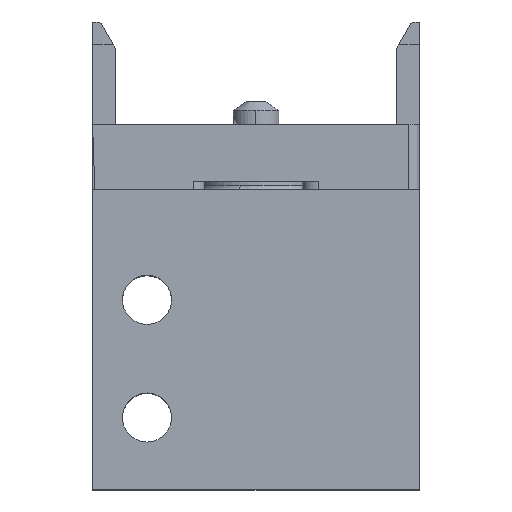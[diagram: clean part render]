
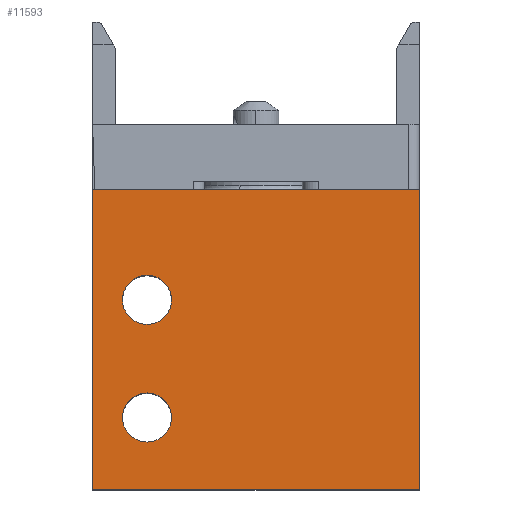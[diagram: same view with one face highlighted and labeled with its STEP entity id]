
A CAD part, top view. The second image highlights one B-rep face of the part: STEP entity #11593.
In plain terms, the highlighted planar face has unit normal (0, 0, 1).
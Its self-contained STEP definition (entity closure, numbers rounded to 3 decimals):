
#381 = PLANE ( 'NONE',  #15087 ) ;
#739 = CARTESIAN_POINT ( 'NONE',  ( 30., 0., 15. ) ) ;
#756 = EDGE_CURVE ( 'NONE', #6276, #3569, #15009, .T. ) ;
#1044 = VECTOR ( 'NONE', #1141, 1000. ) ;
#1082 = CARTESIAN_POINT ( 'NONE',  ( 5., 6.6, 15. ) ) ;
#1141 = DIRECTION ( 'NONE',  ( 1., 0., 0. ) ) ;
#2481 = CARTESIAN_POINT ( 'NONE',  ( 30., 27.5, 15. ) ) ;
#2769 = CARTESIAN_POINT ( 'NONE',  ( 7.25, 6.6, 15. ) ) ;
#3185 = DIRECTION ( 'NONE',  ( 0., 0., -1. ) ) ;
#3569 = VERTEX_POINT ( 'NONE', #10803 ) ;
#3609 = EDGE_CURVE ( 'NONE', #14816, #6779, #6339, .T. ) ;
#3901 = CARTESIAN_POINT ( 'NONE',  ( 2.75, 6.6, 15. ) ) ;
#3912 = VECTOR ( 'NONE', #6638, 1000. ) ;
#4078 = DIRECTION ( 'NONE',  ( 0., 0., 1. ) ) ;
#4138 = DIRECTION ( 'NONE',  ( 1., 0., 0. ) ) ;
#4454 = ORIENTED_EDGE ( 'NONE', *, *, #9873, .F. ) ;
#4467 = AXIS2_PLACEMENT_3D ( 'NONE', #1082, #4078, #4138 ) ;
#4497 = EDGE_LOOP ( 'NONE', ( #7660, #4454, #7013, #18318 ) ) ;
#4768 = VERTEX_POINT ( 'NONE', #15042 ) ;
#4896 = EDGE_CURVE ( 'NONE', #3569, #6276, #10266, .T. ) ;
#4980 = DIRECTION ( 'NONE',  ( 0., 0., 1. ) ) ;
#5298 = ORIENTED_EDGE ( 'NONE', *, *, #4896, .F. ) ;
#5574 = EDGE_LOOP ( 'NONE', ( #16897, #9995 ) ) ;
#5666 = CARTESIAN_POINT ( 'NONE',  ( 0., 27.5, 15. ) ) ;
#6276 = VERTEX_POINT ( 'NONE', #8170 ) ;
#6339 = LINE ( 'NONE', #18313, #10563 ) ;
#6406 = EDGE_CURVE ( 'NONE', #6779, #4768, #13022, .T. ) ;
#6638 = DIRECTION ( 'NONE',  ( 0., 1., 0. ) ) ;
#6779 = VERTEX_POINT ( 'NONE', #15072 ) ;
#6951 = DIRECTION ( 'NONE',  ( 1., 0., 0. ) ) ;
#7013 = ORIENTED_EDGE ( 'NONE', *, *, #14291, .F. ) ;
#7187 = LINE ( 'NONE', #5666, #1044 ) ;
#7660 = ORIENTED_EDGE ( 'NONE', *, *, #3609, .F. ) ;
#7695 = DIRECTION ( 'NONE',  ( -1., 0., 0. ) ) ;
#8157 = VECTOR ( 'NONE', #10035, 1000. ) ;
#8170 = CARTESIAN_POINT ( 'NONE',  ( 7.25, 17.4, 15. ) ) ;
#8323 = DIRECTION ( 'NONE',  ( 1., 0., 0. ) ) ;
#9263 = VERTEX_POINT ( 'NONE', #2769 ) ;
#9291 = CIRCLE ( 'NONE', #4467, 2.25 ) ;
#9710 = CARTESIAN_POINT ( 'NONE',  ( 5., 6.6, 15. ) ) ;
#9873 = EDGE_CURVE ( 'NONE', #12221, #14816, #10996, .T. ) ;
#9995 = ORIENTED_EDGE ( 'NONE', *, *, #14243, .F. ) ;
#10035 = DIRECTION ( 'NONE',  ( 0., -1., 0. ) ) ;
#10266 = CIRCLE ( 'NONE', #16717, 2.25 ) ;
#10563 = VECTOR ( 'NONE', #10865, 1000. ) ;
#10571 = AXIS2_PLACEMENT_3D ( 'NONE', #18196, #4980, #6951 ) ;
#10607 = FACE_BOUND ( 'NONE', #15997, .T. ) ;
#10803 = CARTESIAN_POINT ( 'NONE',  ( 2.75, 17.4, 15. ) ) ;
#10865 = DIRECTION ( 'NONE',  ( -1., 0., 0. ) ) ;
#10996 = LINE ( 'NONE', #2481, #8157 ) ;
#11593 = ADVANCED_FACE ( 'NONE', ( #12921, #16904, #10607 ), #381, .F. ) ;
#12221 = VERTEX_POINT ( 'NONE', #14691 ) ;
#12562 = CARTESIAN_POINT ( 'NONE',  ( 5., 17.4, 15. ) ) ;
#12764 = DIRECTION ( 'NONE',  ( 0., 0., 1. ) ) ;
#12921 = FACE_OUTER_BOUND ( 'NONE', #4497, .T. ) ;
#13022 = LINE ( 'NONE', #15354, #3912 ) ;
#14243 = EDGE_CURVE ( 'NONE', #17814, #9263, #9291, .T. ) ;
#14291 = EDGE_CURVE ( 'NONE', #4768, #12221, #7187, .T. ) ;
#14691 = CARTESIAN_POINT ( 'NONE',  ( 30., 27.5, 15. ) ) ;
#14816 = VERTEX_POINT ( 'NONE', #739 ) ;
#15009 = CIRCLE ( 'NONE', #10571, 2.25 ) ;
#15042 = CARTESIAN_POINT ( 'NONE',  ( 0., 27.5, 15. ) ) ;
#15072 = CARTESIAN_POINT ( 'NONE',  ( 0., 0., 15. ) ) ;
#15074 = CARTESIAN_POINT ( 'NONE',  ( 0., 27.5, 15. ) ) ;
#15087 = AXIS2_PLACEMENT_3D ( 'NONE', #15074, #3185, #7695 ) ;
#15354 = CARTESIAN_POINT ( 'NONE',  ( 0., 27.5, 15. ) ) ;
#15997 = EDGE_LOOP ( 'NONE', ( #17358, #5298 ) ) ;
#16717 = AXIS2_PLACEMENT_3D ( 'NONE', #12562, #18656, #17069 ) ;
#16760 = EDGE_CURVE ( 'NONE', #9263, #17814, #19031, .T. ) ;
#16897 = ORIENTED_EDGE ( 'NONE', *, *, #16760, .F. ) ;
#16904 = FACE_BOUND ( 'NONE', #5574, .T. ) ;
#17069 = DIRECTION ( 'NONE',  ( 1., 0., 0. ) ) ;
#17358 = ORIENTED_EDGE ( 'NONE', *, *, #756, .F. ) ;
#17814 = VERTEX_POINT ( 'NONE', #3901 ) ;
#18196 = CARTESIAN_POINT ( 'NONE',  ( 5., 17.4, 15. ) ) ;
#18313 = CARTESIAN_POINT ( 'NONE',  ( 0., 0., 15. ) ) ;
#18318 = ORIENTED_EDGE ( 'NONE', *, *, #6406, .F. ) ;
#18385 = AXIS2_PLACEMENT_3D ( 'NONE', #9710, #12764, #8323 ) ;
#18656 = DIRECTION ( 'NONE',  ( 0., 0., 1. ) ) ;
#19031 = CIRCLE ( 'NONE', #18385, 2.25 ) ;
